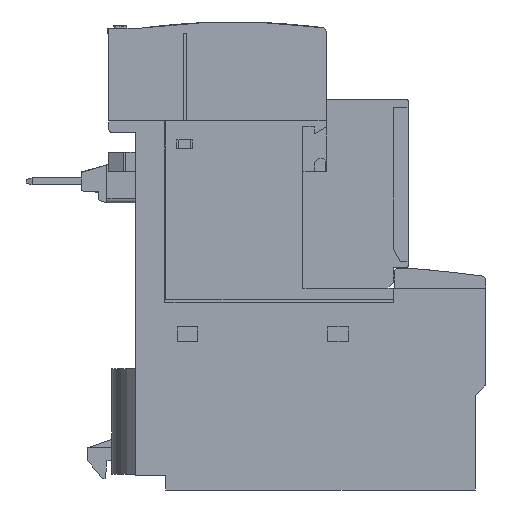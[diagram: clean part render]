
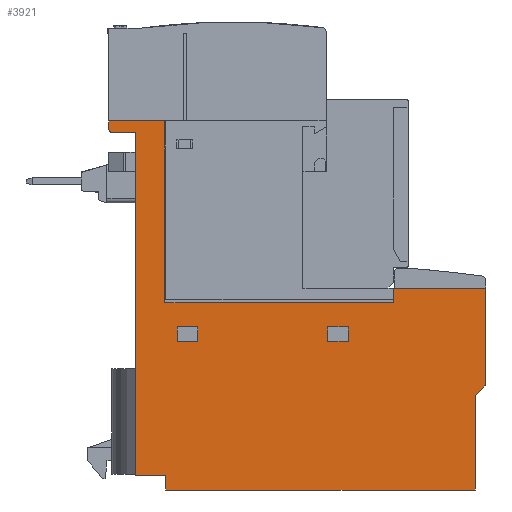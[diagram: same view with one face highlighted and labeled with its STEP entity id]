
A CAD part, left-side view. The second image highlights one B-rep face of the part: STEP entity #3921.
In plain terms, the highlighted planar face has unit normal (-1, 0, 0).
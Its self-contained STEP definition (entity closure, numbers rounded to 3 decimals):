
#3921=ADVANCED_FACE('',(#7992,#7993,#7994),#7995,.T.);
#7992=FACE_OUTER_BOUND('',#12130,.T.);
#7993=FACE_BOUND('',#12131,.T.);
#7994=FACE_BOUND('',#12132,.T.);
#7995=PLANE('',#12133);
#12130=EDGE_LOOP('',(#24412,#24413,#24414,#24415,#24416,#24417,#24418,#24419,#24420,#24421,#24422,#24423,#24424,#24425,#24426,#24427,#24428));
#12131=EDGE_LOOP('',(#24429,#24430,#24431,#24432));
#12132=EDGE_LOOP('',(#24433,#24434,#24435,#24436));
#12133=AXIS2_PLACEMENT_3D('',#24437,#24438,#24439);
#24412=ORIENTED_EDGE('',*,*,#29890,.T.);
#24413=ORIENTED_EDGE('',*,*,#29868,.T.);
#24414=ORIENTED_EDGE('',*,*,#29707,.T.);
#24415=ORIENTED_EDGE('',*,*,#29704,.T.);
#24416=ORIENTED_EDGE('',*,*,#29695,.T.);
#24417=ORIENTED_EDGE('',*,*,#29690,.T.);
#24418=ORIENTED_EDGE('',*,*,#29686,.T.);
#24419=ORIENTED_EDGE('',*,*,#29682,.T.);
#24420=ORIENTED_EDGE('',*,*,#29678,.T.);
#24421=ORIENTED_EDGE('',*,*,#29674,.T.);
#24422=ORIENTED_EDGE('',*,*,#29670,.T.);
#24423=ORIENTED_EDGE('',*,*,#29666,.T.);
#24424=ORIENTED_EDGE('',*,*,#29661,.T.);
#24425=ORIENTED_EDGE('',*,*,#29891,.T.);
#24426=ORIENTED_EDGE('',*,*,#29892,.T.);
#24427=ORIENTED_EDGE('',*,*,#29893,.T.);
#24428=ORIENTED_EDGE('',*,*,#29894,.T.);
#24429=ORIENTED_EDGE('',*,*,#29659,.T.);
#24430=ORIENTED_EDGE('',*,*,#29656,.T.);
#24431=ORIENTED_EDGE('',*,*,#29653,.T.);
#24432=ORIENTED_EDGE('',*,*,#29650,.T.);
#24433=ORIENTED_EDGE('',*,*,#29647,.T.);
#24434=ORIENTED_EDGE('',*,*,#29644,.T.);
#24435=ORIENTED_EDGE('',*,*,#29641,.T.);
#24436=ORIENTED_EDGE('',*,*,#29638,.T.);
#24437=CARTESIAN_POINT('',(0.05,37.517,26.514));
#24438=DIRECTION('',(-1.0,0.0,0.0));
#24439=DIRECTION('',(0.0,1.0,0.0));
#29638=EDGE_CURVE('',#36912,#36910,#36913,.T.);
#29641=EDGE_CURVE('',#36916,#36912,#36917,.T.);
#29644=EDGE_CURVE('',#36920,#36916,#36921,.T.);
#29647=EDGE_CURVE('',#36910,#36920,#36924,.T.);
#29650=EDGE_CURVE('',#36928,#36926,#36929,.T.);
#29653=EDGE_CURVE('',#36932,#36928,#36933,.T.);
#29656=EDGE_CURVE('',#36936,#36932,#36937,.T.);
#29659=EDGE_CURVE('',#36926,#36936,#36940,.T.);
#29661=EDGE_CURVE('',#36942,#36943,#36944,.T.);
#29666=EDGE_CURVE('',#36950,#36942,#36951,.T.);
#29670=EDGE_CURVE('',#36956,#36950,#36957,.T.);
#29674=EDGE_CURVE('',#36962,#36956,#36963,.T.);
#29678=EDGE_CURVE('',#36968,#36962,#36969,.T.);
#29682=EDGE_CURVE('',#36974,#36968,#36975,.T.);
#29686=EDGE_CURVE('',#36980,#36974,#36981,.T.);
#29690=EDGE_CURVE('',#36986,#36980,#36987,.T.);
#29695=EDGE_CURVE('',#36993,#36986,#36994,.T.);
#29704=EDGE_CURVE('',#37001,#36993,#37005,.T.);
#29707=EDGE_CURVE('',#37009,#37001,#37010,.T.);
#29868=EDGE_CURVE('',#37227,#37009,#37231,.T.);
#29890=EDGE_CURVE('',#37259,#37227,#37260,.T.);
#29891=EDGE_CURVE('',#36943,#37261,#37262,.T.);
#29892=EDGE_CURVE('',#37261,#37263,#37264,.T.);
#29893=EDGE_CURVE('',#37263,#37265,#37266,.T.);
#29894=EDGE_CURVE('',#37265,#37259,#37267,.T.);
#36910=VERTEX_POINT('',#48057);
#36912=VERTEX_POINT('',#48060);
#36913=LINE('',#48061,#48062);
#36916=VERTEX_POINT('',#48066);
#36917=LINE('',#48067,#48068);
#36920=VERTEX_POINT('',#48072);
#36921=LINE('',#48073,#48074);
#36924=LINE('',#48078,#48079);
#36926=VERTEX_POINT('',#48081);
#36928=VERTEX_POINT('',#48084);
#36929=LINE('',#48085,#48086);
#36932=VERTEX_POINT('',#48090);
#36933=LINE('',#48091,#48092);
#36936=VERTEX_POINT('',#48096);
#36937=LINE('',#48097,#48098);
#36940=LINE('',#48102,#48103);
#36942=VERTEX_POINT('',#48105);
#36943=VERTEX_POINT('',#48106);
#36944=LINE('',#48107,#48108);
#36950=VERTEX_POINT('',#48117);
#36951=LINE('',#48118,#48119);
#36956=VERTEX_POINT('',#48125);
#36957=CIRCLE('',#48126,0.6);
#36962=VERTEX_POINT('',#48133);
#36963=LINE('',#48134,#48135);
#36968=VERTEX_POINT('',#48142);
#36969=LINE('',#48143,#48144);
#36974=VERTEX_POINT('',#48151);
#36975=LINE('',#48152,#48153);
#36980=VERTEX_POINT('',#48160);
#36981=LINE('',#48161,#48162);
#36986=VERTEX_POINT('',#48169);
#36987=LINE('',#48170,#48171);
#36993=VERTEX_POINT('',#48180);
#36994=LINE('',#48181,#48182);
#37001=VERTEX_POINT('',#48194);
#37005=LINE('',#48200,#48201);
#37009=VERTEX_POINT('',#48205);
#37010=CIRCLE('',#48206,0.6);
#37227=VERTEX_POINT('',#48650);
#37231=LINE('',#48656,#48657);
#37259=VERTEX_POINT('',#48693);
#37260=LINE('',#48694,#48695);
#37261=VERTEX_POINT('',#48696);
#37262=LINE('',#48697,#48698);
#37263=VERTEX_POINT('',#48699);
#37264=LINE('',#48700,#48701);
#37265=VERTEX_POINT('',#48702);
#37266=LINE('',#48703,#48704);
#37267=LINE('',#48705,#48706);
#48057=CARTESIAN_POINT('',(0.05,27.05,27.95));
#48060=CARTESIAN_POINT('',(0.05,27.05,25.45));
#48061=CARTESIAN_POINT('',(0.05,27.05,26.607));
#48062=VECTOR('',#53500,1.0);
#48066=CARTESIAN_POINT('',(0.05,23.55,25.45));
#48067=CARTESIAN_POINT('',(0.05,31.409,25.45));
#48068=VECTOR('',#53502,1.0);
#48072=CARTESIAN_POINT('',(0.05,23.55,27.95));
#48073=CARTESIAN_POINT('',(0.05,23.55,26.607));
#48074=VECTOR('',#53504,1.0);
#48078=CARTESIAN_POINT('',(0.05,31.409,27.95));
#48079=VECTOR('',#53506,1.0);
#48081=CARTESIAN_POINT('',(0.05,52.85,27.95));
#48084=CARTESIAN_POINT('',(0.05,52.85,25.45));
#48085=CARTESIAN_POINT('',(0.05,52.85,26.607));
#48086=VECTOR('',#53508,1.0);
#48090=CARTESIAN_POINT('',(0.05,49.35,25.45));
#48091=CARTESIAN_POINT('',(0.05,44.309,25.45));
#48092=VECTOR('',#53510,1.0);
#48096=CARTESIAN_POINT('',(0.05,49.35,27.95));
#48097=CARTESIAN_POINT('',(0.05,49.35,26.607));
#48098=VECTOR('',#53512,1.0);
#48102=CARTESIAN_POINT('',(0.05,44.309,27.95));
#48103=VECTOR('',#53514,1.0);
#48105=CARTESIAN_POINT('',(0.05,0.0,34.6));
#48106=CARTESIAN_POINT('',(0.05,15.7,34.6));
#48107=CARTESIAN_POINT('',(0.05,0.0,34.6));
#48108=VECTOR('',#53515,1.0);
#48117=CARTESIAN_POINT('',(0.05,0.0,18.249));
#48118=CARTESIAN_POINT('',(0.05,0.0,18.249));
#48119=VECTOR('',#53519,1.0);
#48125=CARTESIAN_POINT('',(0.05,0.176,17.824));
#48126=AXIS2_PLACEMENT_3D('',#53524,#53525,#53526);
#48133=CARTESIAN_POINT('',(0.05,1.8,16.2));
#48134=CARTESIAN_POINT('',(0.05,1.8,16.2));
#48135=VECTOR('',#53529,1.0);
#48142=CARTESIAN_POINT('',(0.05,1.8,0.0));
#48143=CARTESIAN_POINT('',(0.05,1.8,0.0));
#48144=VECTOR('',#53532,1.0);
#48151=CARTESIAN_POINT('',(0.05,54.8,0.0));
#48152=CARTESIAN_POINT('',(0.05,54.8,0.0));
#48153=VECTOR('',#53535,1.0);
#48160=CARTESIAN_POINT('',(0.05,54.8,2.5));
#48161=CARTESIAN_POINT('',(0.05,54.8,2.5));
#48162=VECTOR('',#53538,1.0);
#48169=CARTESIAN_POINT('',(0.05,60.0,2.5));
#48170=CARTESIAN_POINT('',(0.05,60.0,2.5));
#48171=VECTOR('',#53541,1.0);
#48180=CARTESIAN_POINT('',(0.05,60.0,61.3));
#48181=CARTESIAN_POINT('',(0.05,60.0,61.3));
#48182=VECTOR('',#53545,1.0);
#48194=CARTESIAN_POINT('',(0.05,64.,61.3));
#48200=CARTESIAN_POINT('',(0.05,64.0,61.3));
#48201=VECTOR('',#53553,1.0);
#48205=CARTESIAN_POINT('',(0.05,64.6,61.9));
#48206=AXIS2_PLACEMENT_3D('',#53557,#53558,#53559);
#48650=CARTESIAN_POINT('',(0.05,64.6,63.255));
#48656=CARTESIAN_POINT('',(0.05,64.6,63.3));
#48657=VECTOR('',#53680,1.0);
#48693=CARTESIAN_POINT('',(0.05,54.95,63.255));
#48694=CARTESIAN_POINT('',(0.05,41.771,63.255));
#48695=VECTOR('',#53704,1.0);
#48696=CARTESIAN_POINT('',(0.05,15.75,34.6));
#48697=CARTESIAN_POINT('',(0.05,0.0,34.6));
#48698=VECTOR('',#53705,1.0);
#48699=CARTESIAN_POINT('',(0.05,15.75,32.1));
#48700=CARTESIAN_POINT('',(0.05,15.75,34.6));
#48701=VECTOR('',#53706,1.0);
#48702=CARTESIAN_POINT('',(0.05,54.95,32.1));
#48703=CARTESIAN_POINT('',(0.05,15.75,32.1));
#48704=VECTOR('',#53707,1.0);
#48705=CARTESIAN_POINT('',(0.05,54.95,32.1));
#48706=VECTOR('',#53708,1.0);
#53500=DIRECTION('',(0.0,0.0,1.0));
#53502=DIRECTION('',(0.0,1.0,0.0));
#53504=DIRECTION('',(0.0,0.0,-1.0));
#53506=DIRECTION('',(0.0,-1.0,0.0));
#53508=DIRECTION('',(0.0,0.0,1.0));
#53510=DIRECTION('',(0.0,1.0,0.0));
#53512=DIRECTION('',(0.0,0.0,-1.0));
#53514=DIRECTION('',(0.0,-1.0,0.0));
#53515=DIRECTION('',(0.0,1.0,0.0));
#53519=DIRECTION('',(0.0,0.0,1.0));
#53524=CARTESIAN_POINT('',(0.05,0.6,18.249));
#53525=DIRECTION('',(-1.0,-0.0,0.0));
#53526=DIRECTION('',(0.0,-0.707,-0.707));
#53529=DIRECTION('',(0.0,-0.707,0.707));
#53532=DIRECTION('',(0.0,0.0,1.0));
#53535=DIRECTION('',(0.0,-1.0,0.0));
#53538=DIRECTION('',(0.0,0.0,-1.0));
#53541=DIRECTION('',(0.0,-1.0,0.0));
#53545=DIRECTION('',(0.0,0.0,-1.0));
#53553=DIRECTION('',(0.0,-1.0,0.0));
#53557=CARTESIAN_POINT('',(0.05,64.,61.9));
#53558=DIRECTION('',(-1.0,0.0,0.0));
#53559=DIRECTION('',(0.0,1.0,0.));
#53680=DIRECTION('',(0.0,0.0,-1.0));
#53704=DIRECTION('',(0.0,1.0,0.0));
#53705=DIRECTION('',(0.0,1.0,0.0));
#53706=DIRECTION('',(0.0,0.0,-1.0));
#53707=DIRECTION('',(0.0,1.0,0.0));
#53708=DIRECTION('',(0.0,0.0,1.0));
